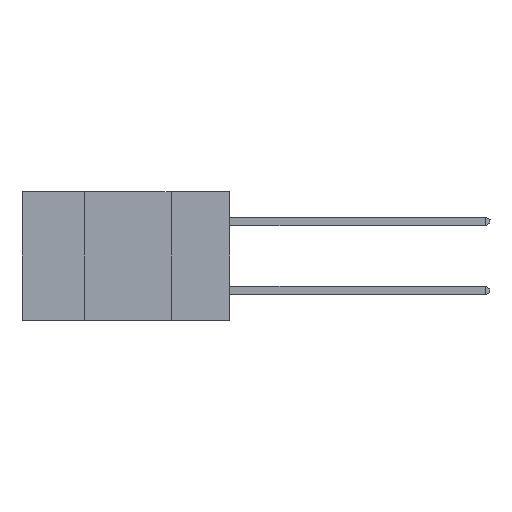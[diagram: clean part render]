
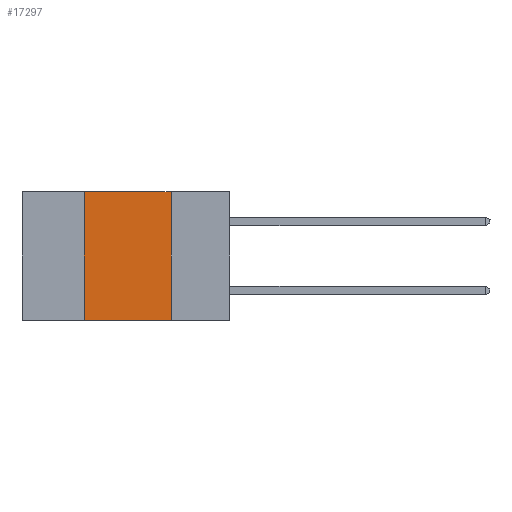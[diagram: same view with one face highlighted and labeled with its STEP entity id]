
A CAD part, left-side view. The second image highlights one B-rep face of the part: STEP entity #17297.
In plain terms, the highlighted planar face has unit normal (-1, 0, 0).
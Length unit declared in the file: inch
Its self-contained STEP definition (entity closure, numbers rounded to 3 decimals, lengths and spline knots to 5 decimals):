
#813 = DIRECTION ( 'NONE',  ( 0., 0., -1. ) ) ;
#867 = VERTEX_POINT ( 'NONE', #7691 ) ;
#1466 = VECTOR ( 'NONE', #18917, 39.37008 ) ;
#1469 = LINE ( 'NONE', #6599, #17003 ) ;
#1603 = DIRECTION ( 'NONE',  ( 1., 0., 0. ) ) ;
#4389 = EDGE_CURVE ( 'NONE', #18279, #9811, #25204, .T. ) ;
#6555 = ORIENTED_EDGE ( 'NONE', *, *, #4389, .F. ) ;
#6599 = CARTESIAN_POINT ( 'NONE',  ( 0., 0.6, -0.37 ) ) ;
#6882 = CARTESIAN_POINT ( 'NONE',  ( 0., 0.42, 0. ) ) ;
#7509 = LINE ( 'NONE', #22868, #1466 ) ;
#7691 = CARTESIAN_POINT ( 'NONE',  ( 0., 0.17, 0. ) ) ;
#9292 = AXIS2_PLACEMENT_3D ( 'NONE', #13771, #1603, #15784 ) ;
#9811 = VERTEX_POINT ( 'NONE', #17365 ) ;
#10668 = DIRECTION ( 'NONE',  ( 0., -1., 0. ) ) ;
#10856 = FACE_OUTER_BOUND ( 'NONE', #23707, .T. ) ;
#12951 = CARTESIAN_POINT ( 'NONE',  ( 0., 0.17, 0. ) ) ;
#13771 = CARTESIAN_POINT ( 'NONE',  ( 0., 0.6, 0. ) ) ;
#14455 = ORIENTED_EDGE ( 'NONE', *, *, #15473, .F. ) ;
#15456 = ORIENTED_EDGE ( 'NONE', *, *, #20835, .T. ) ;
#15473 = EDGE_CURVE ( 'NONE', #9811, #867, #7509, .T. ) ;
#15696 = PLANE ( 'NONE',  #9292 ) ;
#15784 = DIRECTION ( 'NONE',  ( 0., 0., -1. ) ) ;
#16230 = LINE ( 'NONE', #12951, #21503 ) ;
#17003 = VECTOR ( 'NONE', #10668, 39.37008 ) ;
#17297 = ADVANCED_FACE ( 'NONE', ( #10856 ), #15696, .F. ) ;
#17365 = CARTESIAN_POINT ( 'NONE',  ( 0., 0.42, 0. ) ) ;
#17688 = EDGE_CURVE ( 'NONE', #867, #20459, #16230, .T. ) ;
#18279 = VERTEX_POINT ( 'NONE', #18717 ) ;
#18717 = CARTESIAN_POINT ( 'NONE',  ( 0., 0.42, -0.37 ) ) ;
#18917 = DIRECTION ( 'NONE',  ( 0., -1., 0. ) ) ;
#20459 = VERTEX_POINT ( 'NONE', #23463 ) ;
#20594 = VECTOR ( 'NONE', #20951, 39.37008 ) ;
#20835 = EDGE_CURVE ( 'NONE', #18279, #20459, #1469, .T. ) ;
#20951 = DIRECTION ( 'NONE',  ( 0., 0., 1. ) ) ;
#21503 = VECTOR ( 'NONE', #813, 39.37008 ) ;
#22868 = CARTESIAN_POINT ( 'NONE',  ( 0., 0.6, 0. ) ) ;
#23463 = CARTESIAN_POINT ( 'NONE',  ( 0., 0.17, -0.37 ) ) ;
#23707 = EDGE_LOOP ( 'NONE', ( #25904, #14455, #6555, #15456 ) ) ;
#25204 = LINE ( 'NONE', #6882, #20594 ) ;
#25904 = ORIENTED_EDGE ( 'NONE', *, *, #17688, .F. ) ;
